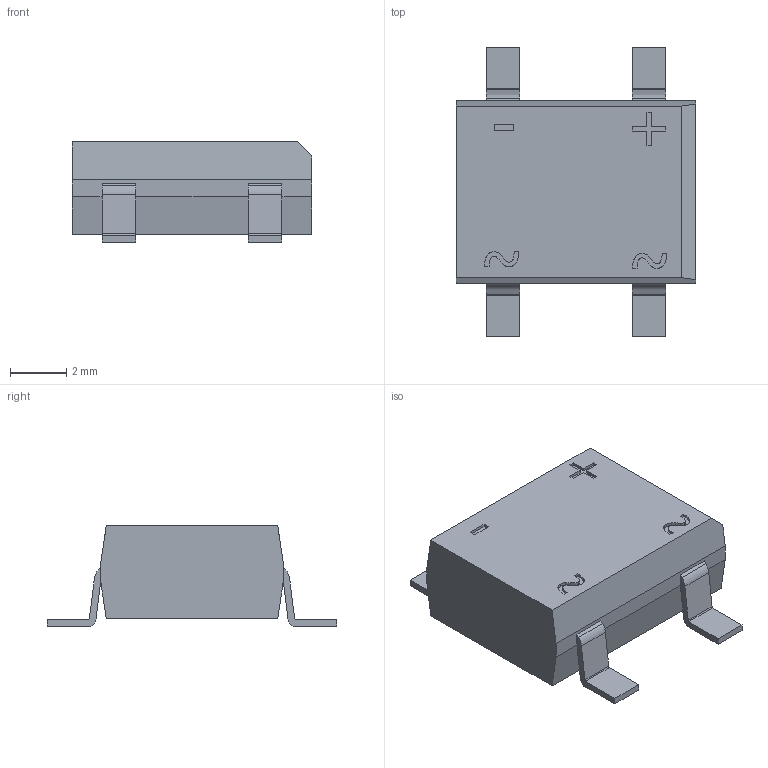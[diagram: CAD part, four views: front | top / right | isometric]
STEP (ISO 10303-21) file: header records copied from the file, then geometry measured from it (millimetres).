
FILE_DESCRIPTION (( 'STEP AP214' ), '1' );
FILE_NAME ('7C864501-5739-4BC9-8D32-1C95476126AA.STEP', '2024-10-01T09:57:11', ( '' ), ( '' ), 'SwSTEP 2.0', 'SolidWorks 2022', '' );
FILE_SCHEMA (( 'AUTOMOTIVE_DESIGN' ));
Length unit declared in the file: millimetre
Products named in the file (1): 7C864501-5739-4BC9-8D32-1C95476126AA
Bounding box: 8.51 x 10.3 x 3.57 mm (x, y, z)
Volume: 180.9 mm3; surface area: 238.9 mm2
Topology: 1 solids, 1 shells, 111 faces, 315 edges, 210 vertices
Faces by surface type: plane 67, bspline 32, cylinder 12
Entity records: 5000 total; most frequent: CARTESIAN_POINT 1053, ORIENTED_EDGE 630, DIRECTION 435, EDGE_CURVE 315, VECTOR 227, LINE 227, VERTEX_POINT 210, EDGE_LOOP 115
